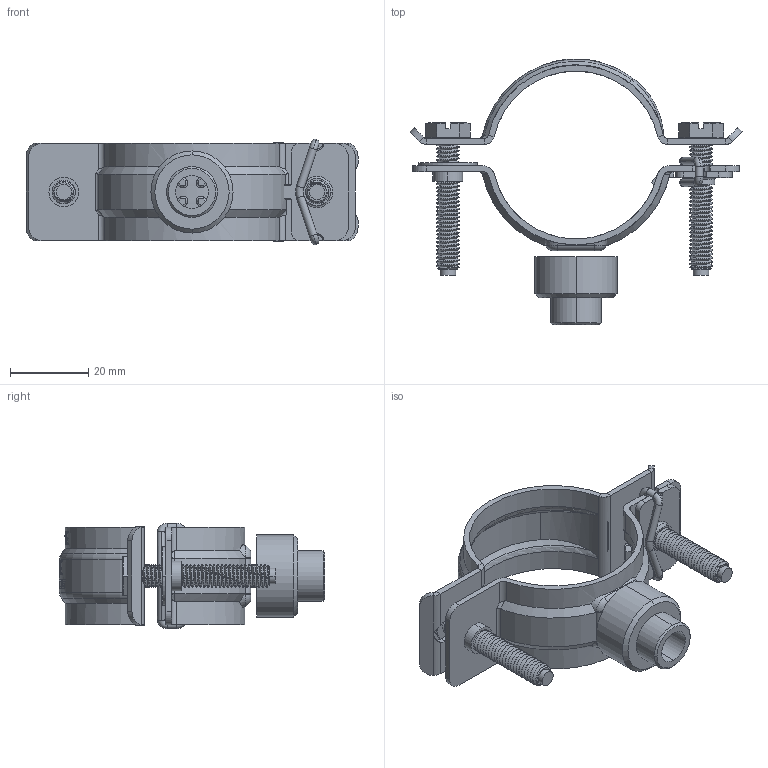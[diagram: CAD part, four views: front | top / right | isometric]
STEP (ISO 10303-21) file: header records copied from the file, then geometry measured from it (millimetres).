
FILE_DESCRIPTION (( 'STEP AP203' ), '1' );
FILE_NAME ('50.104RK.STEP', '2024-03-25T11:07:50', ( '' ), ( '' ), 'SwSTEP 2.0', 'SolidWorks 2023', '' );
FILE_SCHEMA (( 'CONFIG_CONTROL_DESIGN' ));
Products named in the file (1): 50.104RK
Bounding box: 85.01 x 68.09 x 27 mm (x, y, z)
Surface area: 17087.2 mm2 (no closed solid volume)
Topology: 0 solids, 9 shells, 724 faces, 2502 edges, 1708 vertices
Faces by surface type: cylinder 268, plane 213, bspline 161, cone 54, torus 26, sphere 2
Entity records: 43016 total; most frequent: CARTESIAN_POINT 24782, ORIENTED_EDGE 4270, DIRECTION 2781, EDGE_CURVE 2500, VERTEX_POINT 1708, AXIS2_PLACEMENT_3D 1041, B_SPLINE_CURVE_WITH_KNOTS 1024, EDGE_LOOP 767
